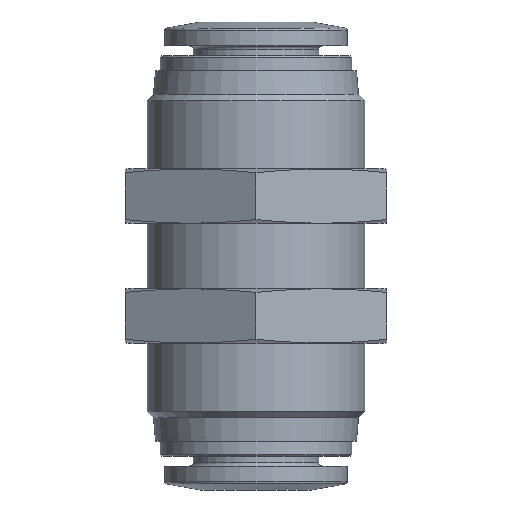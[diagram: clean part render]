
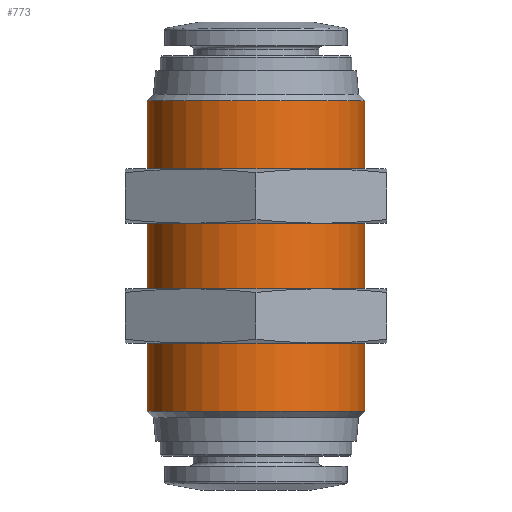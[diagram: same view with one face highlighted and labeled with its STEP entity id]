
A CAD part, front view. The second image highlights one B-rep face of the part: STEP entity #773.
In plain terms, the highlighted cylindrical face has radius 10 mm (diameter 20 mm), a full revolution.
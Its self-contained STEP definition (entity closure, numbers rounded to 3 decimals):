
#77=CYLINDRICAL_SURFACE('',#844,10.);
#117=ORIENTED_EDGE('',*,*,#217,.F.);
#118=ORIENTED_EDGE('',*,*,#215,.T.);
#215=EDGE_CURVE('',#271,#271,#321,.T.);
#217=EDGE_CURVE('',#273,#273,#323,.T.);
#271=VERTEX_POINT('',#1120);
#273=VERTEX_POINT('',#1125);
#321=CIRCLE('',#840,10.);
#323=CIRCLE('',#843,10.);
#373=EDGE_LOOP('',(#117));
#374=EDGE_LOOP('',(#118));
#457=FACE_BOUND('',#373,.T.);
#458=FACE_BOUND('',#374,.T.);
#773=ADVANCED_FACE('',(#457,#458),#77,.T.);
#840=AXIS2_PLACEMENT_3D('',#1119,#952,#953);
#843=AXIS2_PLACEMENT_3D('',#1124,#958,#959);
#844=AXIS2_PLACEMENT_3D('',#1126,#960,#961);
#952=DIRECTION('',(0.,0.,-1.));
#953=DIRECTION('',(-1.,0.,0.));
#958=DIRECTION('',(0.,0.,-1.));
#959=DIRECTION('',(-1.,0.,0.));
#960=DIRECTION('',(0.,0.,-1.));
#961=DIRECTION('',(-1.,0.,0.));
#1119=CARTESIAN_POINT('',(0.,0.,14.287));
#1120=CARTESIAN_POINT('',(-10.,0.,14.287));
#1124=CARTESIAN_POINT('',(0.,0.,-14.287));
#1125=CARTESIAN_POINT('',(-10.,0.,-14.287));
#1126=CARTESIAN_POINT('',(0.,0.,-14.9));
